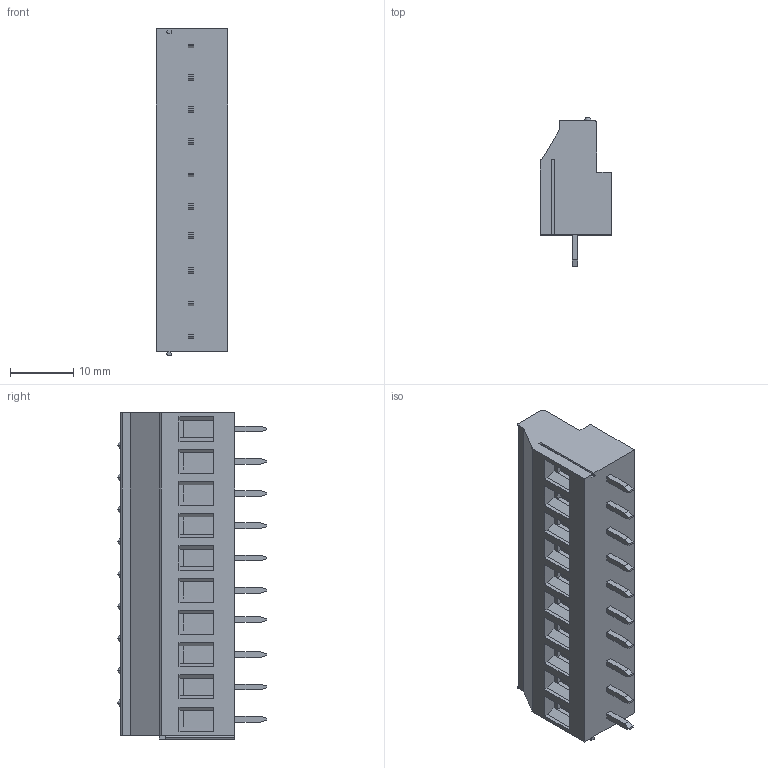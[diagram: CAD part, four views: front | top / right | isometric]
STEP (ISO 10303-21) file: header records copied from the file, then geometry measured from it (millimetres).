
FILE_DESCRIPTION((''),'2;1');
FILE_NAME('PRT0050','2024-11-06T',('yanfa'),(''),'PRO/ENGINEER BY PARAMETRIC TECHNOLOGY CORPORATION, 2009280','PRO/ENGINEER BY PARAMETRIC TECHNOLOGY CORPORATION, 2009280','');
FILE_SCHEMA(('AUTOMOTIVE_DESIGN_CC2 { 1 2 10303 214 -1 1 5 2 }'));
Length unit declared in the file: millimetre
Products named in the file (1): PRT0050
Bounding box: 11.2 x 23.5 x 51.4 mm (x, y, z)
Volume: 7921.5 mm3; surface area: 4318.8 mm2
Topology: 1 solids, 1 shells, 357 faces, 953 edges, 619 vertices
Faces by surface type: plane 272, cylinder 47, torus 20, sphere 18
Entity records: 11092 total; most frequent: CARTESIAN_POINT 2131, ORIENTED_EDGE 1870, DIRECTION 1799, EDGE_CURVE 935, VECTOR 705, LINE 705, VERTEX_POINT 619, AXIS2_PLACEMENT_3D 547
